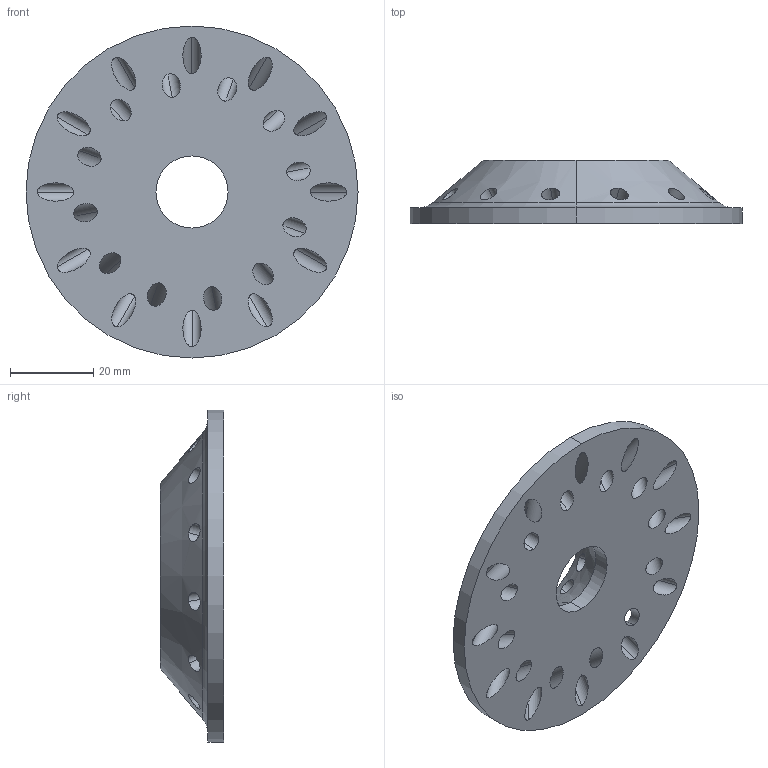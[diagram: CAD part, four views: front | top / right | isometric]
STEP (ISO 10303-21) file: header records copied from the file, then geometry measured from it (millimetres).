
FILE_DESCRIPTION (( 'STEP AP214' ), '1' );
FILE_NAME ('Distribution Plate V4 FEA 2 deg offset.STEP', '2022-06-05T01:45:26', ( '' ), ( '' ), 'SwSTEP 2.0', 'SolidWorks 2021', '' );
FILE_SCHEMA (( 'AUTOMOTIVE_DESIGN' ));
Length unit declared in the file: inch
Products named in the file (1): Distribution Plate V4 FEA 2 deg offset
Bounding box: 79.66 x 15.24 x 79.66 mm (x, y, z)
Volume: 38004.5 mm3; surface area: 16204.9 mm2
Topology: 1 solids, 1 shells, 61 faces, 172 edges, 112 vertices
Faces by surface type: cylinder 52, cone 4, plane 3, torus 2
Entity records: 3344 total; most frequent: CARTESIAN_POINT 1850, ORIENTED_EDGE 344, DIRECTION 218, EDGE_CURVE 172, VERTEX_POINT 112, EDGE_LOOP 110, AXIS2_PLACEMENT_3D 80, ADVANCED_FACE 61
